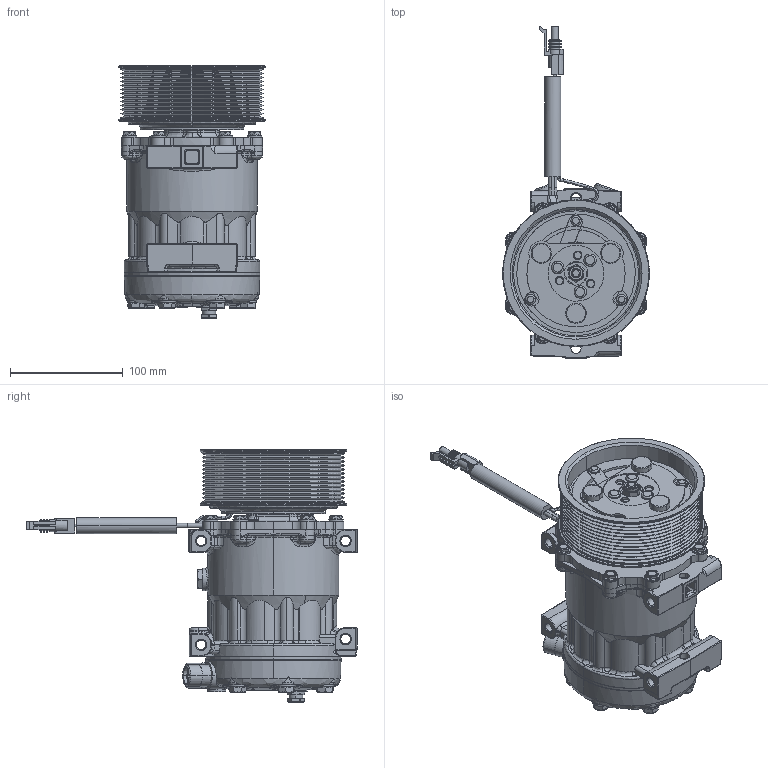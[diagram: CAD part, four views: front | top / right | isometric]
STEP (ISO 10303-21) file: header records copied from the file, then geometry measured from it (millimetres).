
FILE_DESCRIPTION (( 'STEP AP203' ), '1' );
FILE_NAME ('40702.STEP', '2007-10-11T19:58:57', ( ' ' ), ( ' ' ), 'SwSTEP 2.0', 'SolidWorks 2007', '' );
FILE_SCHEMA (( 'CONFIG_CONTROL_DESIGN' ));
Length unit declared in the file: millimetre
Products named in the file (1): 40702
Bounding box: 130 x 294.21 x 223.59 mm (x, y, z)
Volume: 2205121.2 mm3; surface area: 274616.1 mm2
Topology: 3 solids, 3 shells, 2586 faces, 6682 edges, 4092 vertices
Faces by surface type: cylinder 805, bspline 791, plane 603, cone 334, torus 53
Entity records: 177146 total; most frequent: CARTESIAN_POINT 124656, ORIENTED_EDGE 13248, DIRECTION 7448, EDGE_CURVE 6624, VERTEX_POINT 4092, B_SPLINE_CURVE_WITH_KNOTS 3417, AXIS2_PLACEMENT_3D 2833, EDGE_LOOP 2726
